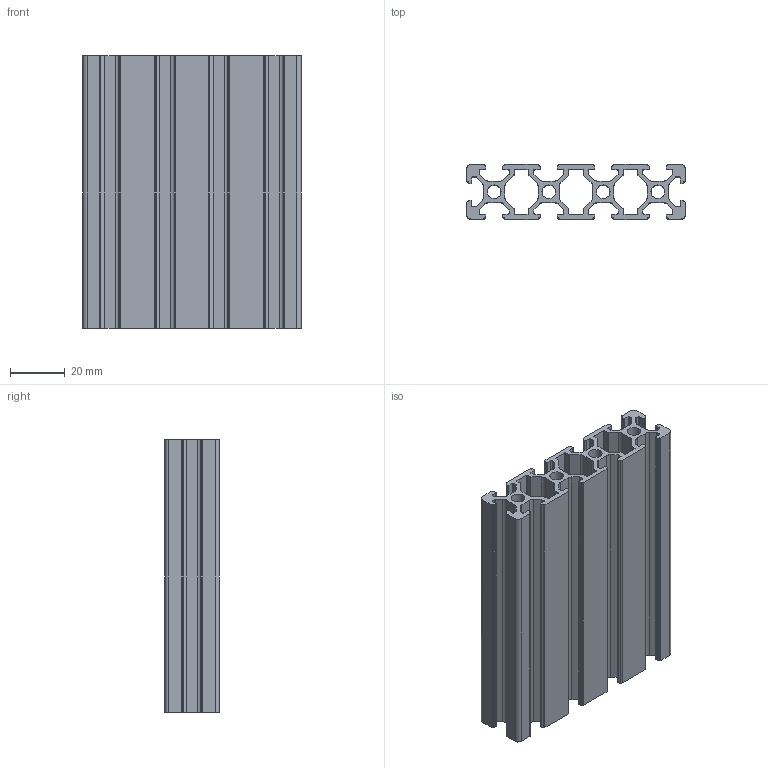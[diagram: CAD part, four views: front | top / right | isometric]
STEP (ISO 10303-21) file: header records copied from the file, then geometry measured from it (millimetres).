
FILE_DESCRIPTION (( 'STEP AP203' ), '1' );
FILE_NAME ('JL-6-2080E.STEP', '2019-07-23T08:36:12', ( 'User' ), ( 'China' ), 'SwSTEP 2.0', 'SolidWorks 2015', '' );
FILE_SCHEMA (( 'CONFIG_CONTROL_DESIGN' ));
Length unit declared in the file: millimetre
Products named in the file (1): JL-6-2080E
Bounding box: 80 x 20 x 100 mm (x, y, z)
Volume: 55202.2 mm3; surface area: 59128.2 mm2
Topology: 1 solids, 1 shells, 504 faces, 1479 edges, 986 vertices
Faces by surface type: plane 308, cylinder 168, bspline 28
Entity records: 17736 total; most frequent: CARTESIAN_POINT 4078, ORIENTED_EDGE 2958, DIRECTION 2713, EDGE_CURVE 1479, LINE 1087, VECTOR 1087, VERTEX_POINT 986, AXIS2_PLACEMENT_3D 813
